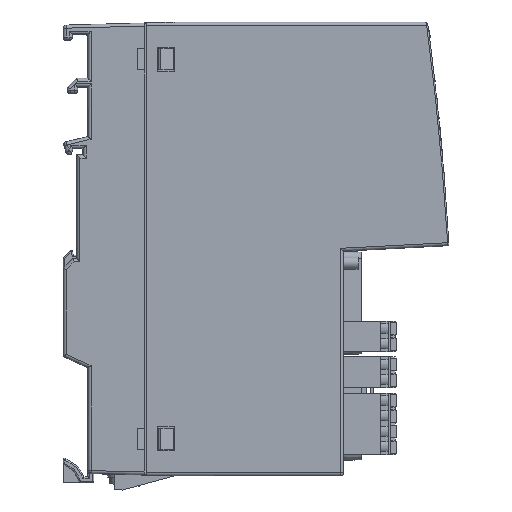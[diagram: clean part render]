
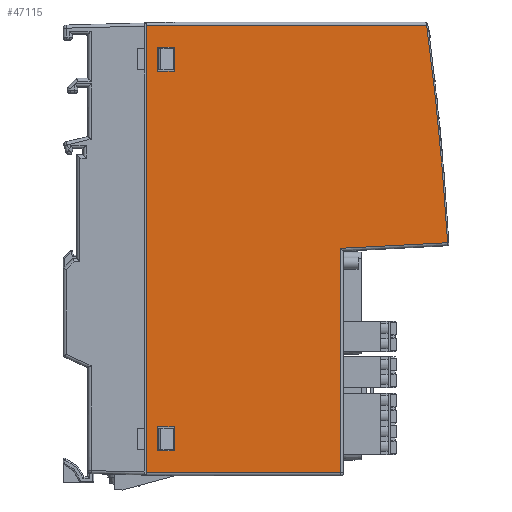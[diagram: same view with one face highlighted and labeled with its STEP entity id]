
A CAD part, left-side view. The second image highlights one B-rep face of the part: STEP entity #47115.
In plain terms, the highlighted planar face has unit normal (-1, 0, 0).
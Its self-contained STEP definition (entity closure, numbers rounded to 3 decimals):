
#29971=LINE('',#114608,#37366);
#29973=LINE('',#114616,#37368);
#29975=LINE('',#114626,#37370);
#29991=LINE('',#114684,#37386);
#30410=LINE('',#116243,#37808);
#30413=LINE('',#116249,#37811);
#30415=LINE('',#116253,#37813);
#30417=LINE('',#116257,#37815);
#30422=LINE('',#116268,#37820);
#30425=LINE('',#116274,#37823);
#30427=LINE('',#116278,#37825);
#30429=LINE('',#116282,#37827);
#32241=LINE('',#120633,#39639);
#37366=VECTOR('',#96355,1.);
#37368=VECTOR('',#96363,1.);
#37370=VECTOR('',#96375,1.);
#37386=VECTOR('',#96439,1.);
#37808=VECTOR('',#97455,1.);
#37811=VECTOR('',#97460,1.);
#37813=VECTOR('',#97464,1.);
#37815=VECTOR('',#97468,1.);
#37820=VECTOR('',#97477,1.);
#37823=VECTOR('',#97482,1.);
#37825=VECTOR('',#97486,1.);
#37827=VECTOR('',#97490,1.);
#39639=VECTOR('',#101282,1.);
#44248=PLANE('',#90377);
#47115=ADVANCED_FACE('NONE',(#48684,#48685,#48686),#44248,.T.);
#48684=FACE_BOUND('',#51060,.T.);
#48685=FACE_BOUND('',#51061,.T.);
#48686=FACE_BOUND('',#51062,.T.);
#51060=EDGE_LOOP('',(#61912,#61913,#61914,#61915,#61916,#61917));
#51061=EDGE_LOOP('',(#61918,#61919,#61920,#61921));
#51062=EDGE_LOOP('',(#61922,#61923,#61924,#61925));
#61912=ORIENTED_EDGE('',*,*,#79183,.T.);
#61913=ORIENTED_EDGE('',*,*,#79164,.T.);
#61914=ORIENTED_EDGE('',*,*,#79222,.T.);
#61915=ORIENTED_EDGE('',*,*,#81934,.F.);
#61916=ORIENTED_EDGE('',*,*,#79192,.T.);
#61917=ORIENTED_EDGE('',*,*,#79187,.T.);
#61918=ORIENTED_EDGE('',*,*,#79775,.F.);
#61919=ORIENTED_EDGE('',*,*,#79773,.F.);
#61920=ORIENTED_EDGE('',*,*,#79771,.F.);
#61921=ORIENTED_EDGE('',*,*,#79768,.F.);
#61922=ORIENTED_EDGE('',*,*,#79763,.F.);
#61923=ORIENTED_EDGE('',*,*,#79761,.F.);
#61924=ORIENTED_EDGE('',*,*,#79759,.F.);
#61925=ORIENTED_EDGE('',*,*,#79756,.F.);
#71466=VERTEX_POINT('',#114384);
#71468=VERTEX_POINT('',#114404);
#71482=VERTEX_POINT('',#114609);
#71483=VERTEX_POINT('',#114613);
#71488=VERTEX_POINT('',#114627);
#71505=VERTEX_POINT('',#114683);
#71844=VERTEX_POINT('',#116244);
#71845=VERTEX_POINT('',#116245);
#71846=VERTEX_POINT('',#116250);
#71847=VERTEX_POINT('',#116254);
#71852=VERTEX_POINT('',#116269);
#71853=VERTEX_POINT('',#116270);
#71854=VERTEX_POINT('',#116275);
#71855=VERTEX_POINT('',#116279);
#79164=EDGE_CURVE('NONE',#71468,#71466,#86714,.T.);
#79183=EDGE_CURVE('NONE',#71482,#71468,#29971,.T.);
#79187=EDGE_CURVE('NONE',#71483,#71482,#29973,.T.);
#79192=EDGE_CURVE('NONE',#71488,#71483,#29975,.T.);
#79222=EDGE_CURVE('NONE',#71466,#71505,#29991,.T.);
#79756=EDGE_CURVE('NONE',#71844,#71845,#30410,.T.);
#79759=EDGE_CURVE('NONE',#71845,#71846,#30413,.T.);
#79761=EDGE_CURVE('NONE',#71846,#71847,#30415,.T.);
#79763=EDGE_CURVE('NONE',#71847,#71844,#30417,.T.);
#79768=EDGE_CURVE('NONE',#71852,#71853,#30422,.T.);
#79771=EDGE_CURVE('NONE',#71853,#71854,#30425,.T.);
#79773=EDGE_CURVE('NONE',#71854,#71855,#30427,.T.);
#79775=EDGE_CURVE('NONE',#71855,#71852,#30429,.T.);
#81934=EDGE_CURVE('NONE',#71488,#71505,#32241,.T.);
#86714=CIRCLE('',#88879,999.6);
#88879=AXIS2_PLACEMENT_3D('',#114407,#96332,#96333);
#90377=AXIS2_PLACEMENT_3D('',#121229,#101847,#101848);
#96332=DIRECTION('',(-1.,0.,0.));
#96333=DIRECTION('',(0.,-1.,0.));
#96355=DIRECTION('',(0.,0.052,0.999));
#96363=DIRECTION('',(0.,1.,0.));
#96375=DIRECTION('',(0.,0.,1.));
#96439=DIRECTION('',(0.,0.,-1.));
#97455=DIRECTION('',(0.,-1.,0.));
#97460=DIRECTION('',(0.,0.,1.));
#97464=DIRECTION('',(0.,1.,0.));
#97468=DIRECTION('',(0.,0.,-1.));
#97477=DIRECTION('',(0.,0.,-1.));
#97482=DIRECTION('',(0.,-1.,0.));
#97486=DIRECTION('',(0.,0.,1.));
#97490=DIRECTION('',(0.,1.,0.));
#101282=DIRECTION('',(0.,1.,0.));
#101847=DIRECTION('',(-1.,0.,0.));
#101848=DIRECTION('',(0.,-1.,0.));
#114384=CARTESIAN_POINT('',(-30.,72.5,26.93));
#114404=CARTESIAN_POINT('',(-30.,2.057,33.715));
#114407=CARTESIAN_POINT('',(-30.,-58.5,-964.049));
#114608=CARTESIAN_POINT('',(-30.,0.29,-0.015));
#114609=CARTESIAN_POINT('',(-30.,0.238,-1.));
#114613=CARTESIAN_POINT('',(-30.,-72.5,-1.));
#114616=CARTESIAN_POINT('',(-30.,0.,-1.));
#114626=CARTESIAN_POINT('',(-30.,-72.5,0.));
#114627=CARTESIAN_POINT('',(-30.,-72.5,-63.849));
#114683=CARTESIAN_POINT('',(-30.,72.5,-63.849));
#114684=CARTESIAN_POINT('',(-30.,72.5,0.));
#116243=CARTESIAN_POINT('',(-30.,65.397,-60.295));
#116244=CARTESIAN_POINT('',(-30.,65.397,-60.295));
#116245=CARTESIAN_POINT('',(-30.,57.603,-60.295));
#116249=CARTESIAN_POINT('',(-30.,57.603,-60.295));
#116250=CARTESIAN_POINT('',(-30.,57.602,-54.801));
#116253=CARTESIAN_POINT('',(-30.,57.602,-54.801));
#116254=CARTESIAN_POINT('',(-30.,65.398,-54.801));
#116257=CARTESIAN_POINT('',(-30.,65.398,-54.801));
#116268=CARTESIAN_POINT('',(-30.,-57.602,-54.801));
#116269=CARTESIAN_POINT('',(-30.,-57.602,-54.801));
#116270=CARTESIAN_POINT('',(-30.,-57.603,-60.295));
#116274=CARTESIAN_POINT('',(-30.,-57.603,-60.295));
#116275=CARTESIAN_POINT('',(-30.,-65.397,-60.295));
#116278=CARTESIAN_POINT('',(-30.,-65.397,-60.295));
#116279=CARTESIAN_POINT('',(-30.,-65.398,-54.801));
#116282=CARTESIAN_POINT('',(-30.,-65.398,-54.801));
#120633=CARTESIAN_POINT('',(-30.,0.,-63.849));
#121229=CARTESIAN_POINT('',(-30.,0.,0.));
